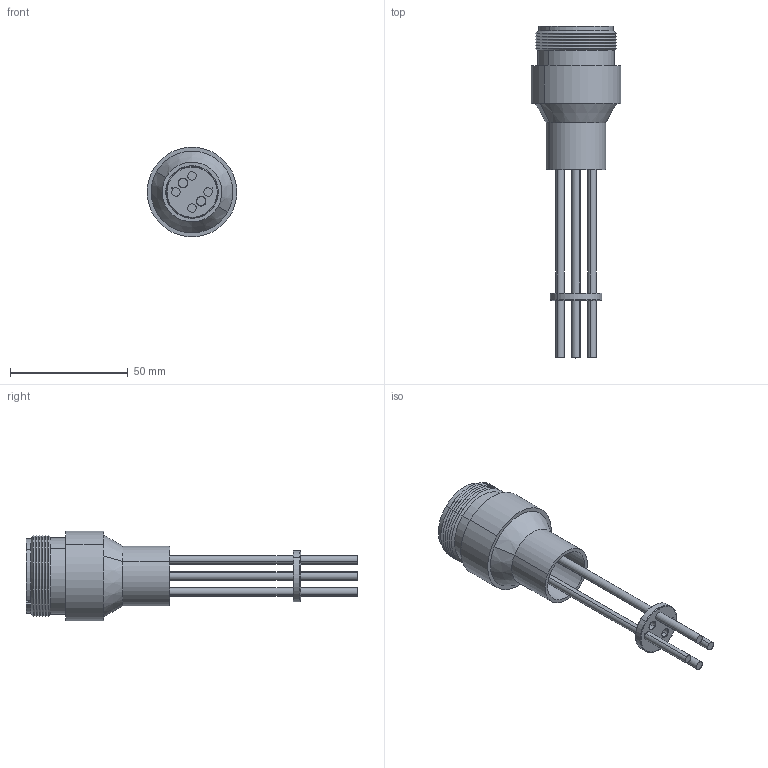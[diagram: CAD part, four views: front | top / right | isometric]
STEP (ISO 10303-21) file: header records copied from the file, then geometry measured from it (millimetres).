
FILE_DESCRIPTION (( 'STEP AP203' ), '1' );
FILE_NAME ('A4748-3-W.STEP', '2013-03-21T12:11:31', ( '' ), ( '' ), 'SwSTEP 2.0', 'SolidWorks 2012', '' );
FILE_SCHEMA (( 'CONFIG_CONTROL_DESIGN' ));
Length unit declared in the file: inch
Products named in the file (1): A4748-3-W
Bounding box: 37.95 x 140.91 x 37.95 mm (x, y, z)
Volume: 21671.4 mm3; surface area: 23738.3 mm2
Topology: 1 solids, 1 shells, 181 faces, 390 edges, 238 vertices
Faces by surface type: cylinder 79, cone 52, plane 38, torus 12
Entity records: 5063 total; most frequent: DIRECTION 985, CARTESIAN_POINT 819, ORIENTED_EDGE 780, AXIS2_PLACEMENT_3D 416, EDGE_CURVE 390, VERTEX_POINT 238, CIRCLE 234, EDGE_LOOP 224
